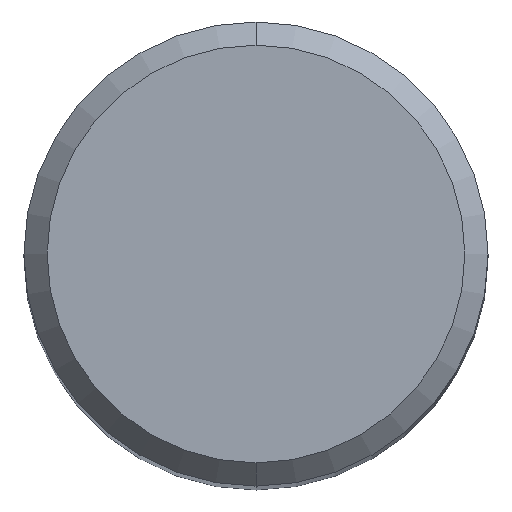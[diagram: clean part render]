
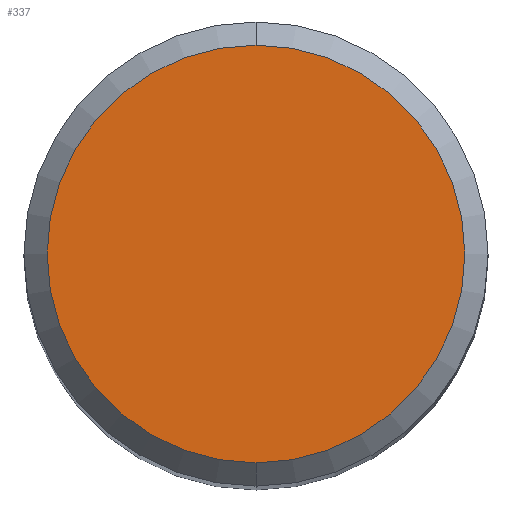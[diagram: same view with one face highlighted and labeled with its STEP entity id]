
A CAD part, top view. The second image highlights one B-rep face of the part: STEP entity #337.
In plain terms, the highlighted planar face has unit normal (0, 0, 1).
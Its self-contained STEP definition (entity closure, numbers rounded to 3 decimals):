
#281=VERTEX_POINT('',#603);
#293=EDGE_CURVE('',#281,#399,#616,.T.);
#337=ADVANCED_FACE('',(#667),#668,.T.);
#351=EDGE_CURVE('',#399,#281,#682,.T.);
#399=VERTEX_POINT('',#732);
#603=CARTESIAN_POINT('',(0.0,3.6,0.0));
#616=CIRCLE('',#1051,3.6);
#667=FACE_OUTER_BOUND('',#1150,.T.);
#668=PLANE('',#1151);
#682=CIRCLE('',#1188,3.6);
#732=CARTESIAN_POINT('',(0.,-3.6,0.0));
#1051=AXIS2_PLACEMENT_3D('',#1628,#1629,#1630);
#1150=EDGE_LOOP('',(#1706,#1707));
#1151=AXIS2_PLACEMENT_3D('',#1708,#1709,#1710);
#1188=AXIS2_PLACEMENT_3D('',#1715,#1716,#1717);
#1628=CARTESIAN_POINT('',(0.0,0.0,0.0));
#1629=DIRECTION('',(0.0,0.0,-1.0));
#1630=DIRECTION('',(0.0,1.0,0.0));
#1706=ORIENTED_EDGE('',*,*,#293,.F.);
#1707=ORIENTED_EDGE('',*,*,#351,.F.);
#1708=CARTESIAN_POINT('',(0.0,1.8,0.0));
#1709=DIRECTION('',(-0.0,0.0,1.0));
#1710=DIRECTION('',(0.0,-1.0,0.0));
#1715=CARTESIAN_POINT('',(0.0,0.0,0.0));
#1716=DIRECTION('',(0.0,0.0,-1.0));
#1717=DIRECTION('',(0.0,1.0,0.0));
